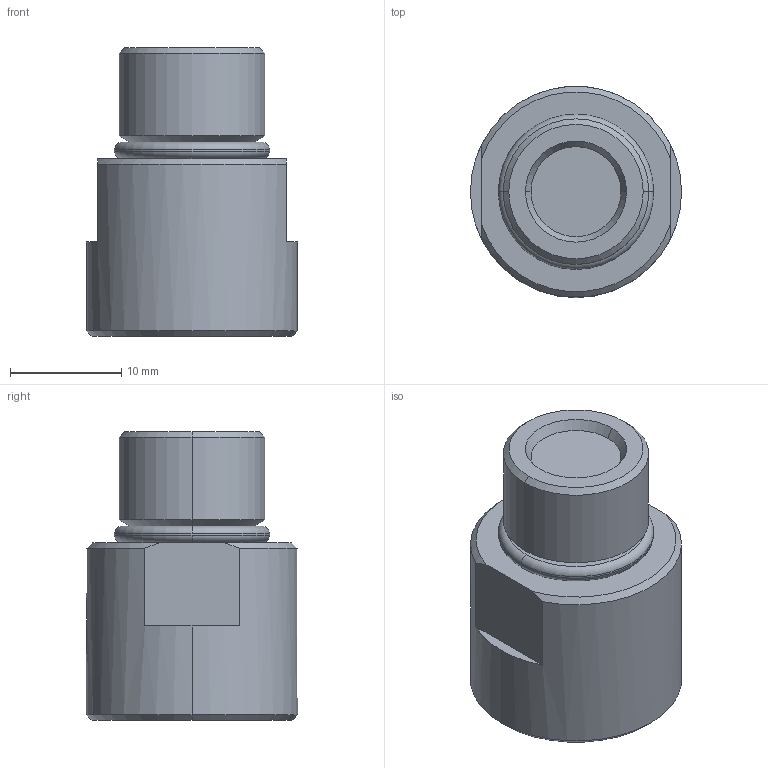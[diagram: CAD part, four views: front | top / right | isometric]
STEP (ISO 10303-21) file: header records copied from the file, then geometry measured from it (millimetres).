
FILE_DESCRIPTION (( 'STEP AP214' ), '1' );
FILE_NAME ('1721092 Tri-Stop Inline G1-4 ig-ag.STEP', '2021-10-29T05:59:13', ( '' ), ( '' ), 'SwSTEP 2.0', 'SolidWorks 2021', '' );
FILE_SCHEMA (( 'AUTOMOTIVE_DESIGN' ));
Length unit declared in the file: millimetre
Products named in the file (1): 1721092 Tri-Stop Inline G1-4 ig-ag
Bounding box: 19 x 19 x 26 mm (x, y, z)
Volume: 4420.8 mm3; surface area: 2421.3 mm2
Topology: 1 solids, 1 shells, 44 faces, 97 edges, 60 vertices
Faces by surface type: plane 18, cone 12, cylinder 10, torus 4
Entity records: 1716 total; most frequent: DIRECTION 228, CARTESIAN_POINT 220, ORIENTED_EDGE 194, EDGE_CURVE 97, AXIS2_PLACEMENT_3D 92, VERTEX_POINT 60, EDGE_LOOP 49, CIRCLE 47
